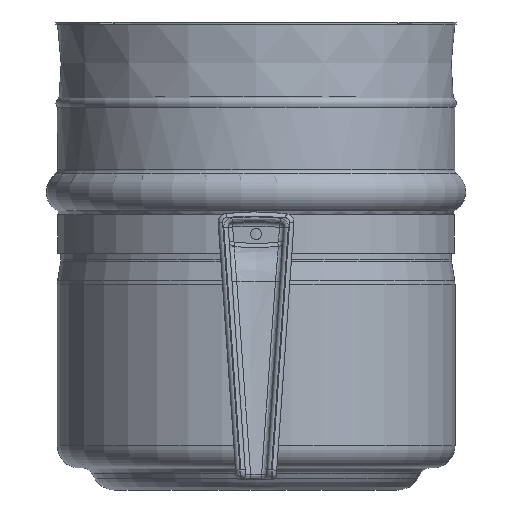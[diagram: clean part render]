
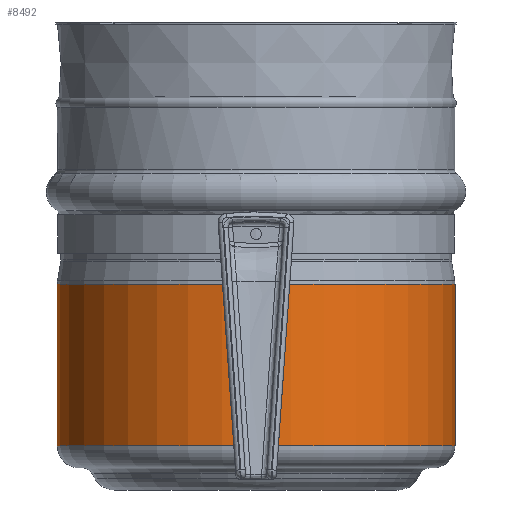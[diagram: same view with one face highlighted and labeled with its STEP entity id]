
A CAD part, left-side view. The second image highlights one B-rep face of the part: STEP entity #8492.
In plain terms, the highlighted cylindrical face has radius 57.15 mm (diameter 114.3 mm), a full revolution.
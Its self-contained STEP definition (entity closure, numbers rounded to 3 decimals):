
#106=CYLINDRICAL_SURFACE('',#9076,57.15);
#2181=ORIENTED_EDGE('',*,*,#4593,.T.);
#2182=ORIENTED_EDGE('',*,*,#4592,.T.);
#4592=EDGE_CURVE('',#5810,#5810,#6606,.F.);
#4593=EDGE_CURVE('',#5811,#5811,#6607,.F.);
#5810=VERTEX_POINT('',#13809);
#5811=VERTEX_POINT('',#13812);
#6606=CIRCLE('',#9075,57.15);
#6607=CIRCLE('',#9077,57.15);
#7056=EDGE_LOOP('',(#2181));
#7057=EDGE_LOOP('',(#2182));
#7755=FACE_BOUND('',#7056,.T.);
#7756=FACE_BOUND('',#7057,.T.);
#8492=ADVANCED_FACE('',(#7755,#7756),#106,.T.);
#9075=AXIS2_PLACEMENT_3D('',#13808,#10063,#10064);
#9076=AXIS2_PLACEMENT_3D('',#13810,#10065,#10066);
#9077=AXIS2_PLACEMENT_3D('',#13811,#10067,#10068);
#10063=DIRECTION('',(0.,0.,-1.));
#10064=DIRECTION('',(-1.,0.,0.));
#10065=DIRECTION('',(0.,0.,-1.));
#10066=DIRECTION('',(-1.,0.,0.));
#10067=DIRECTION('',(0.,0.,1.));
#10068=DIRECTION('',(1.,0.,0.));
#13808=CARTESIAN_POINT('',(0.,0.,12.7));
#13809=CARTESIAN_POINT('',(-57.15,0.,12.7));
#13810=CARTESIAN_POINT('',(0.,0.,111.125));
#13811=CARTESIAN_POINT('',(0.,0.,59.083));
#13812=CARTESIAN_POINT('',(57.15,0.,59.083));
